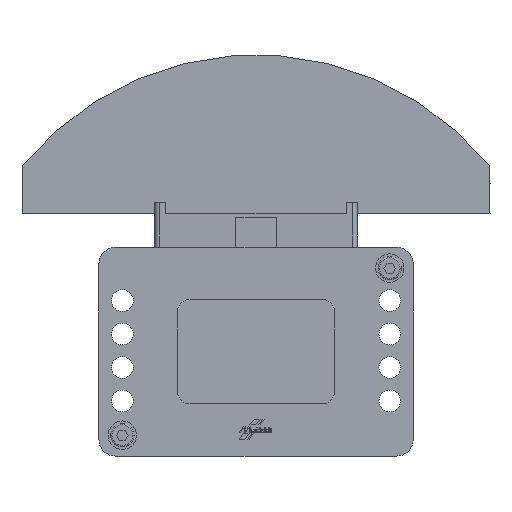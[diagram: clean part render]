
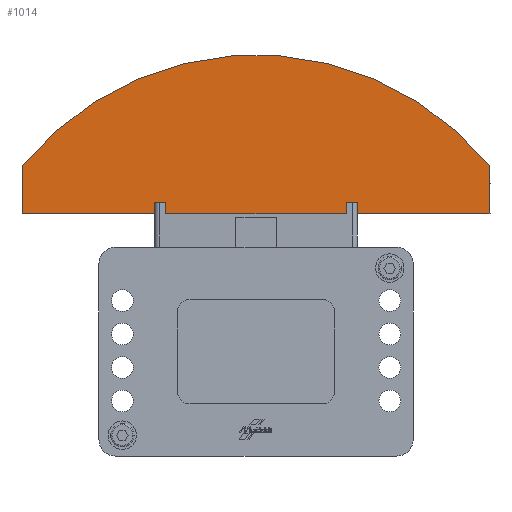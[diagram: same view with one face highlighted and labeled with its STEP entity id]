
A CAD part, front view. The second image highlights one B-rep face of the part: STEP entity #1014.
In plain terms, the highlighted planar face has unit normal (0, -1, 0).
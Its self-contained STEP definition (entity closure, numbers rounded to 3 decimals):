
#1014=ADVANCED_FACE('',(#2135),#2136,.T.);
#2135=FACE_OUTER_BOUND('',#3340,.T.);
#2136=PLANE('',#3341);
#3340=EDGE_LOOP('',(#6382,#6383,#6384,#6385,#6386,#6387,#6388,#6389,#6390,#6391,#6392,#6393));
#3341=AXIS2_PLACEMENT_3D('',#6394,#6395,#6396);
#6382=ORIENTED_EDGE('',*,*,#8155,.T.);
#6383=ORIENTED_EDGE('',*,*,#8159,.T.);
#6384=ORIENTED_EDGE('',*,*,#8160,.T.);
#6385=ORIENTED_EDGE('',*,*,#8097,.T.);
#6386=ORIENTED_EDGE('',*,*,#8161,.F.);
#6387=ORIENTED_EDGE('',*,*,#8116,.F.);
#6388=ORIENTED_EDGE('',*,*,#8126,.F.);
#6389=ORIENTED_EDGE('',*,*,#8162,.F.);
#6390=ORIENTED_EDGE('',*,*,#8163,.F.);
#6391=ORIENTED_EDGE('',*,*,#8164,.T.);
#6392=ORIENTED_EDGE('',*,*,#8165,.T.);
#6393=ORIENTED_EDGE('',*,*,#8088,.T.);
#6394=CARTESIAN_POINT('',(0.,-39.0,89.636));
#6395=DIRECTION('',(0.0,-1.0,0.0));
#6396=DIRECTION('',(1.0,0.0,0.0));
#8088=EDGE_CURVE('',#9958,#9956,#9959,.T.);
#8097=EDGE_CURVE('',#9975,#9973,#9976,.T.);
#8116=EDGE_CURVE('',#10004,#10006,#10007,.T.);
#8126=EDGE_CURVE('',#10022,#10004,#10024,.T.);
#8155=EDGE_CURVE('',#9956,#10058,#10060,.T.);
#8159=EDGE_CURVE('',#10058,#10065,#10066,.T.);
#8160=EDGE_CURVE('',#10065,#9975,#10067,.T.);
#8161=EDGE_CURVE('',#10006,#9973,#10068,.T.);
#8162=EDGE_CURVE('',#10069,#10022,#10070,.T.);
#8163=EDGE_CURVE('',#10071,#10069,#10072,.T.);
#8164=EDGE_CURVE('',#10071,#10073,#10074,.T.);
#8165=EDGE_CURVE('',#10073,#9958,#10075,.T.);
#9956=VERTEX_POINT('',#12454);
#9958=VERTEX_POINT('',#12457);
#9959=LINE('',#12458,#12459);
#9973=VERTEX_POINT('',#12479);
#9975=VERTEX_POINT('',#12482);
#9976=LINE('',#12483,#12484);
#10004=VERTEX_POINT('',#12521);
#10006=VERTEX_POINT('',#12524);
#10007=LINE('',#12525,#12526);
#10022=VERTEX_POINT('',#12548);
#10024=CIRCLE('',#12551,90.0);
#10058=VERTEX_POINT('',#12591);
#10060=LINE('',#12594,#12595);
#10065=VERTEX_POINT('',#12602);
#10066=LINE('',#12603,#12604);
#10067=LINE('',#12605,#12606);
#10068=LINE('',#12607,#12608);
#10069=VERTEX_POINT('',#12609);
#10070=LINE('',#12610,#12611);
#10071=VERTEX_POINT('',#12612);
#10072=LINE('',#12613,#12614);
#10073=VERTEX_POINT('',#12615);
#10074=LINE('',#12616,#12617);
#10075=LINE('',#12618,#12619);
#12454=CARTESIAN_POINT('',(-27.,-39.0,72.5));
#12457=CARTESIAN_POINT('',(-27.,-39.0,76.0));
#12458=CARTESIAN_POINT('',(-27.,-39.0,81.943));
#12459=VECTOR('',#14382,1.0);
#12479=CARTESIAN_POINT('',(30.25,-39.0,72.5));
#12482=CARTESIAN_POINT('',(30.25,-39.0,76.0));
#12483=CARTESIAN_POINT('',(30.25,-39.0,81.943));
#12484=VECTOR('',#14390,1.0);
#12521=CARTESIAN_POINT('',(70.,-39.0,86.569));
#12524=CARTESIAN_POINT('',(70.0,-39.0,72.5));
#12525=CARTESIAN_POINT('',(70.0,-39.0,86.569));
#12526=VECTOR('',#14413,1.0);
#12548=CARTESIAN_POINT('',(-70.0,-39.0,86.569));
#12551=AXIS2_PLACEMENT_3D('',#14422,#14423,#14424);
#12591=CARTESIAN_POINT('',(27.,-39.0,72.5));
#12594=CARTESIAN_POINT('',(0.,-39.0,72.5));
#12595=VECTOR('',#14462,1.0);
#12602=CARTESIAN_POINT('',(27.,-39.0,76.0));
#12603=CARTESIAN_POINT('',(27.,-39.0,81.943));
#12604=VECTOR('',#14465,1.0);
#12605=CARTESIAN_POINT('',(14.312,-39.0,76.0));
#12606=VECTOR('',#14466,1.0);
#12607=CARTESIAN_POINT('',(70.0,-39.0,72.5));
#12608=VECTOR('',#14467,1.0);
#12609=CARTESIAN_POINT('',(-70.0,-39.0,72.5));
#12610=CARTESIAN_POINT('',(-70.0,-39.0,72.5));
#12611=VECTOR('',#14468,1.0);
#12612=CARTESIAN_POINT('',(-30.25,-39.0,72.5));
#12613=CARTESIAN_POINT('',(70.0,-39.0,72.5));
#12614=VECTOR('',#14469,1.0);
#12615=CARTESIAN_POINT('',(-30.25,-39.0,76.0));
#12616=CARTESIAN_POINT('',(-30.25,-39.0,81.943));
#12617=VECTOR('',#14470,1.0);
#12618=CARTESIAN_POINT('',(-14.313,-39.0,76.0));
#12619=VECTOR('',#14471,1.0);
#14382=DIRECTION('',(-0.0,-0.0,-1.0));
#14390=DIRECTION('',(-0.0,-0.0,-1.0));
#14413=DIRECTION('',(0.0,0.0,-1.0));
#14422=CARTESIAN_POINT('',(0.,-39.0,30.));
#14423=DIRECTION('',(-0.0,1.0,0.0));
#14424=DIRECTION('',(0.778,0.0,0.629));
#14462=DIRECTION('',(1.0,0.0,-0.0));
#14465=DIRECTION('',(-0.0,0.0,1.0));
#14466=DIRECTION('',(1.0,0.0,-0.0));
#14467=DIRECTION('',(-1.0,0.0,0.0));
#14468=DIRECTION('',(0.0,0.0,1.0));
#14469=DIRECTION('',(-1.0,0.0,0.0));
#14470=DIRECTION('',(-0.0,0.0,1.0));
#14471=DIRECTION('',(1.0,0.0,-0.0));
